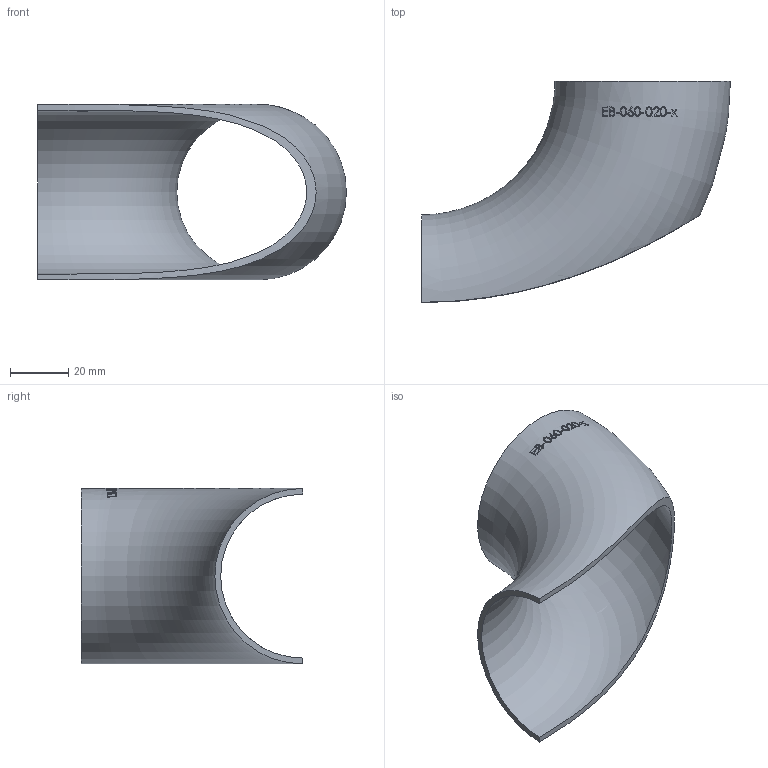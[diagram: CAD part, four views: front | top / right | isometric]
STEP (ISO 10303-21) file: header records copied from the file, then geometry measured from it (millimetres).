
FILE_DESCRIPTION (( 'STEP AP214' ), '1' );
FILE_NAME ('EB-060-020-x Einschweissbogen 1903.STEP', '2019-03-28T09:44:09', ( '' ), ( '' ), 'SwSTEP 2.0', 'SolidWorks 2016', '' );
FILE_SCHEMA (( 'AUTOMOTIVE_DESIGN' ));
Length unit declared in the file: millimetre
Products named in the file (1): EB-060-020-x Einschweissbogen 1903
Bounding box: 106.15 x 76 x 60.4 mm (x, y, z)
Volume: 28234.2 mm3; surface area: 29345.1 mm2
Topology: 1 solids, 1 shells, 138 faces, 360 edges, 242 vertices
Faces by surface type: bspline 61, plane 56, torus 21
Entity records: 9899 total; most frequent: CARTESIAN_POINT 5737, ORIENTED_EDGE 712, EDGE_CURVE 356, DIRECTION 280, VERTEX_POINT 240, B_SPLINE_CURVE_WITH_KNOTS 236, EDGE_LOOP 160, FACE_OUTER_BOUND 140
